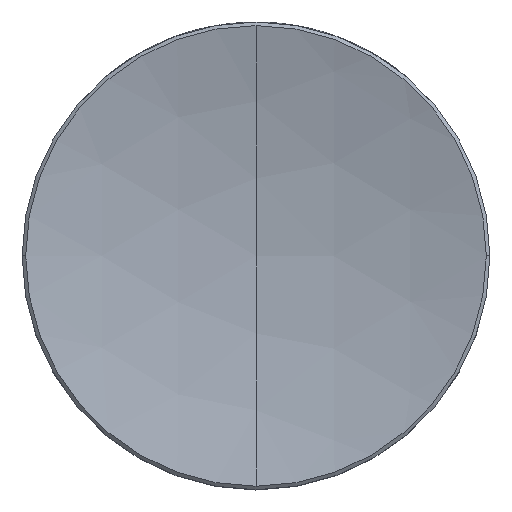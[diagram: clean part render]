
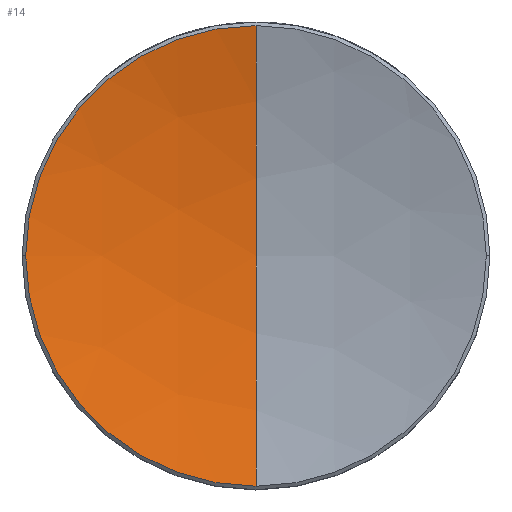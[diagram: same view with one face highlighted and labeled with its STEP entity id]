
A CAD part, top view. The second image highlights one B-rep face of the part: STEP entity #14.
In plain terms, the highlighted spherical face has radius 50 mm.
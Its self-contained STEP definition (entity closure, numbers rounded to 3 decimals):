
#14 = ADVANCED_FACE ( 'NONE', ( #671 ), #2440, .F. ) ;
#22 = CIRCLE ( 'NONE', #2829, 12.506 ) ;
#50 = DIRECTION ( 'NONE',  ( 0., 0., 1. ) ) ;
#127 = VERTEX_POINT ( 'NONE', #822 ) ;
#232 = CIRCLE ( 'NONE', #299, 50. ) ;
#299 = AXIS2_PLACEMENT_3D ( 'NONE', #1727, #636, #1700 ) ;
#476 = EDGE_LOOP ( 'NONE', ( #3064, #2165, #1170, #1470 ) ) ;
#630 = VERTEX_POINT ( 'NONE', #3163 ) ;
#636 = DIRECTION ( 'NONE',  ( 1., 0., 0. ) ) ;
#671 = FACE_OUTER_BOUND ( 'NONE', #476, .T. ) ;
#769 = CARTESIAN_POINT ( 'NONE',  ( 0., 0., 53. ) ) ;
#822 = CARTESIAN_POINT ( 'NONE',  ( 0., -12.506, 4.589 ) ) ;
#888 = DIRECTION ( 'NONE',  ( 1., 0., 0. ) ) ;
#973 = DIRECTION ( 'NONE',  ( 0., 1., 0. ) ) ;
#1113 = CARTESIAN_POINT ( 'NONE',  ( 0., 0., 4.589 ) ) ;
#1156 = EDGE_CURVE ( 'NONE', #127, #630, #232, .T. ) ;
#1170 = ORIENTED_EDGE ( 'NONE', *, *, #1156, .T. ) ;
#1193 = DIRECTION ( 'NONE',  ( 0., 0., 1. ) ) ;
#1470 = ORIENTED_EDGE ( 'NONE', *, *, #2175, .F. ) ;
#1700 = DIRECTION ( 'NONE',  ( 0., 1., 0. ) ) ;
#1727 = CARTESIAN_POINT ( 'NONE',  ( 0., 0., 53. ) ) ;
#1761 = EDGE_CURVE ( 'NONE', #2244, #127, #22, .T. ) ;
#1794 = DIRECTION ( 'NONE',  ( 1., 0., 0. ) ) ;
#1809 = CIRCLE ( 'NONE', #3126, 12.506 ) ;
#1928 = EDGE_CURVE ( 'NONE', #2355, #2244, #1809, .T. ) ;
#2118 = CARTESIAN_POINT ( 'NONE',  ( 0., 12.506, 4.589 ) ) ;
#2165 = ORIENTED_EDGE ( 'NONE', *, *, #1761, .T. ) ;
#2175 = EDGE_CURVE ( 'NONE', #2355, #630, #3336, .T. ) ;
#2244 = VERTEX_POINT ( 'NONE', #2288 ) ;
#2254 = CARTESIAN_POINT ( 'NONE',  ( 0., 0., 53. ) ) ;
#2288 = CARTESIAN_POINT ( 'NONE',  ( -12.506, 0., 4.589 ) ) ;
#2355 = VERTEX_POINT ( 'NONE', #2118 ) ;
#2440 = SPHERICAL_SURFACE ( 'NONE', #3278, 50. ) ;
#2701 = DIRECTION ( 'NONE',  ( 0., 0., 1. ) ) ;
#2829 = AXIS2_PLACEMENT_3D ( 'NONE', #1113, #2701, #2978 ) ;
#2978 = DIRECTION ( 'NONE',  ( 1., 0., 0. ) ) ;
#3031 = CARTESIAN_POINT ( 'NONE',  ( 0., 0., 4.589 ) ) ;
#3064 = ORIENTED_EDGE ( 'NONE', *, *, #1928, .T. ) ;
#3126 = AXIS2_PLACEMENT_3D ( 'NONE', #3031, #50, #888 ) ;
#3163 = CARTESIAN_POINT ( 'NONE',  ( 0., 0., 3. ) ) ;
#3188 = AXIS2_PLACEMENT_3D ( 'NONE', #2254, #3318, #1193 ) ;
#3278 = AXIS2_PLACEMENT_3D ( 'NONE', #769, #1794, #973 ) ;
#3318 = DIRECTION ( 'NONE',  ( -1., 0., 0. ) ) ;
#3336 = CIRCLE ( 'NONE', #3188, 50. ) ;
